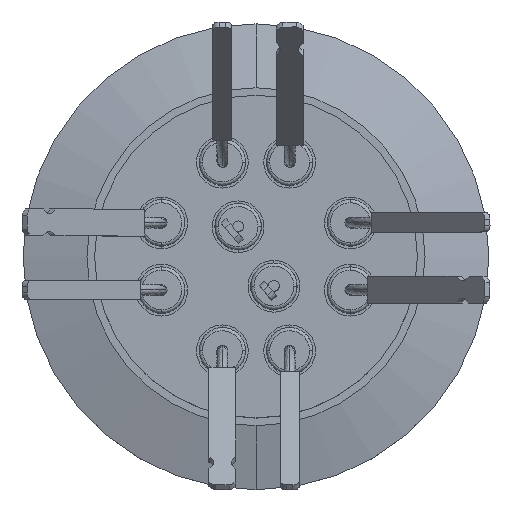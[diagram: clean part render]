
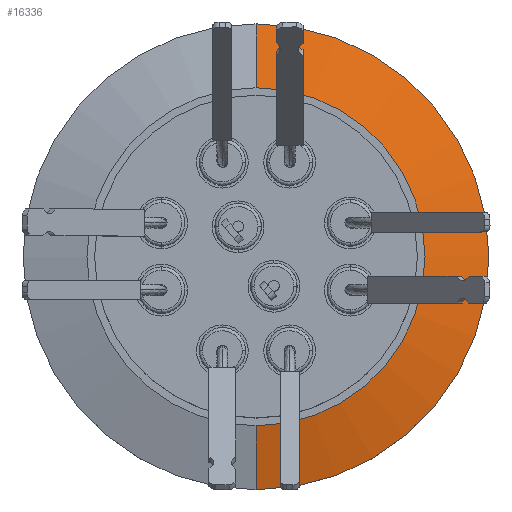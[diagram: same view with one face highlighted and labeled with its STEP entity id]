
A CAD part, top view. The second image highlights one B-rep face of the part: STEP entity #16336.
In plain terms, the highlighted conical face has half-angle 75 degrees and reference radius 27.495 mm.
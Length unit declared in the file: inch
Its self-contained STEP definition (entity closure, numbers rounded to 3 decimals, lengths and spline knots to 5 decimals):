
#2356 = DIRECTION ( 'NONE',  ( 0., 1., 0. ) ) ;
#2359 = FACE_OUTER_BOUND ( 'NONE', #7122, .T. ) ;
#2360 = DIRECTION ( 'NONE',  ( 0., 0., -1. ) ) ;
#2362 = CARTESIAN_POINT ( 'NONE',  ( 0.06054, 0.03513, 0.01933 ) ) ;
#2978 = CARTESIAN_POINT ( 'NONE',  ( 0.06054, 1.11567, 0.01986 ) ) ;
#2980 = CARTESIAN_POINT ( 'NONE',  ( 0.06054, -1.0454, 0.01986 ) ) ;
#2987 = CARTESIAN_POINT ( 'NONE',  ( 0.06054, -0.7488, 0.09933 ) ) ;
#2989 = CARTESIAN_POINT ( 'NONE',  ( 1.14107, 0.03513, 0.01986 ) ) ;
#3019 = CARTESIAN_POINT ( 'NONE',  ( 0.06054, 0.81907, 0.09933 ) ) ;
#4939 = CARTESIAN_POINT ( 'NONE',  ( 0.06054, 1.11763, 0.01933 ) ) ;
#4943 = LINE ( 'NONE', #4939, #6877 ) ;
#4948 = DIRECTION ( 'NONE',  ( 0., 0.966, -0.259 ) ) ;
#4949 = CARTESIAN_POINT ( 'NONE',  ( 0.06054, -1.04737, 0.01933 ) ) ;
#4950 = LINE ( 'NONE', #4949, #6872 ) ;
#4951 = CARTESIAN_POINT ( 'NONE',  ( 0.06054, 0.03513, 0.01986 ) ) ;
#4952 = DIRECTION ( 'NONE',  ( 0., 0., 1. ) ) ;
#4953 = DIRECTION ( 'NONE',  ( 0., 1., 0. ) ) ;
#4956 = CARTESIAN_POINT ( 'NONE',  ( 0.06054, 0.03513, 0.01986 ) ) ;
#4957 = DIRECTION ( 'NONE',  ( 0., 0., 1. ) ) ;
#4958 = DIRECTION ( 'NONE',  ( 0., 1., 0. ) ) ;
#4959 = DIRECTION ( 'NONE',  ( 0., -0.966, -0.259 ) ) ;
#4961 = CARTESIAN_POINT ( 'NONE',  ( 0.06054, 0.03513, 0.09933 ) ) ;
#4962 = DIRECTION ( 'NONE',  ( 0., 0., -1. ) ) ;
#4963 = DIRECTION ( 'NONE',  ( 0., 1., 0. ) ) ;
#6683 = AXIS2_PLACEMENT_3D ( 'NONE', #2362, #2360, #2356 ) ;
#6684 = CONICAL_SURFACE ( 'NONE', #6683, 1.0825, 1.309 ) ;
#6868 = AXIS2_PLACEMENT_3D ( 'NONE', #4961, #4962, #4963 ) ;
#6870 = CIRCLE ( 'NONE', #6868, 0.78394 ) ;
#6871 = AXIS2_PLACEMENT_3D ( 'NONE', #4956, #4957, #4958 ) ;
#6872 = VECTOR ( 'NONE', #4959, 39.37008 ) ;
#6873 = AXIS2_PLACEMENT_3D ( 'NONE', #4951, #4952, #4953 ) ;
#6875 = CIRCLE ( 'NONE', #6873, 1.08053 ) ;
#6877 = VECTOR ( 'NONE', #4948, 39.37008 ) ;
#6878 = CIRCLE ( 'NONE', #6871, 1.08053 ) ;
#7122 = EDGE_LOOP ( 'NONE', ( #14731, #14704, #14869, #14726, #14690 ) ) ;
#14690 = ORIENTED_EDGE ( 'NONE', *, *, #16196, .F. ) ;
#14704 = ORIENTED_EDGE ( 'NONE', *, *, #16199, .T. ) ;
#14726 = ORIENTED_EDGE ( 'NONE', *, *, #16197, .T. ) ;
#14731 = ORIENTED_EDGE ( 'NONE', *, *, #16200, .T. ) ;
#14869 = ORIENTED_EDGE ( 'NONE', *, *, #16198, .T. ) ;
#16196 = EDGE_CURVE ( 'NONE', #18105, #18064, #4943, .T. ) ;
#16197 = EDGE_CURVE ( 'NONE', #18075, #18064, #6875, .T. ) ;
#16198 = EDGE_CURVE ( 'NONE', #18066, #18075, #6878, .T. ) ;
#16199 = EDGE_CURVE ( 'NONE', #18073, #18066, #4950, .T. ) ;
#16200 = EDGE_CURVE ( 'NONE', #18105, #18073, #6870, .T. ) ;
#16336 = ADVANCED_FACE ( 'NONE', ( #2359 ), #6684, .T. ) ;
#18064 = VERTEX_POINT ( 'NONE', #2978 ) ;
#18066 = VERTEX_POINT ( 'NONE', #2980 ) ;
#18073 = VERTEX_POINT ( 'NONE', #2987 ) ;
#18075 = VERTEX_POINT ( 'NONE', #2989 ) ;
#18105 = VERTEX_POINT ( 'NONE', #3019 ) ;
